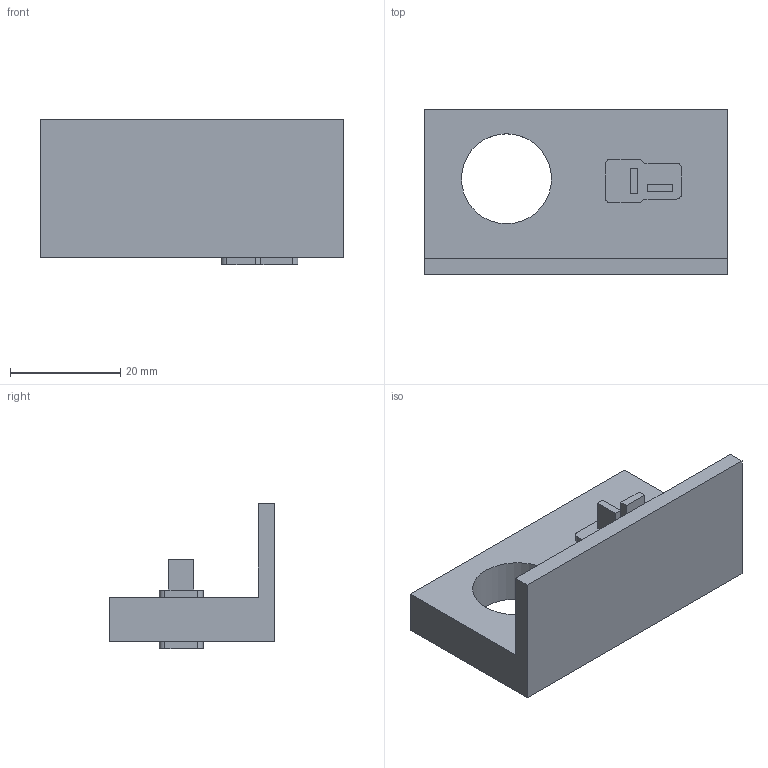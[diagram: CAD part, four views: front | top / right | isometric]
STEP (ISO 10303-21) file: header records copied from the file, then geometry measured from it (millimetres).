
FILE_DESCRIPTION(/* description */ (''),/* implementation_level */ '2;1');
FILE_NAME(/* name */ 'Schaltermontage_v3.step',/* time_stamp */ '2025-03-29T15:17:45+01:00',/* author */ (''),/* organization */ (''),/* preprocessor_version */ 'ST-DEVELOPER v20.1',/* originating_system */ 'Autodesk Translation Framework v14.4.0.0',/* authorisation */ '');
FILE_SCHEMA (('AUTOMOTIVE_DESIGN { 1 0 10303 214 3 1 1 }'));
Length unit declared in the file: millimetre
Products named in the file (2): Schaltermontage; T Type Battery Connector - Female v1
Assembly tree (1 placements, depth 2):
  Schaltermontage
    T Type Battery Connector - Female v1
Bounding box: 55 x 30 x 26.29 mm (x, y, z)
Volume: 14390.1 mm3; surface area: 7966.1 mm2
Topology: 2 solids, 2 shells, 64 faces, 165 edges, 110 vertices
Faces by surface type: plane 55, cylinder 9
Full cylindrical faces by diameter (mm): 16.3 x1
Entity records: 2024 total; most frequent: CARTESIAN_POINT 342, ORIENTED_EDGE 330, DIRECTION 317, EDGE_CURVE 165, LINE 147, VECTOR 147, VERTEX_POINT 110, AXIS2_PLACEMENT_3D 85
